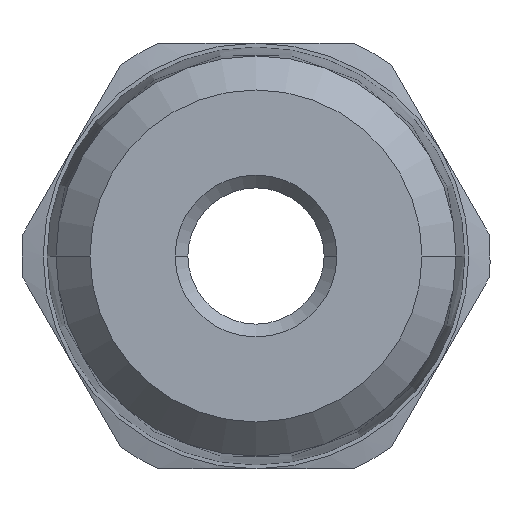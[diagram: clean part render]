
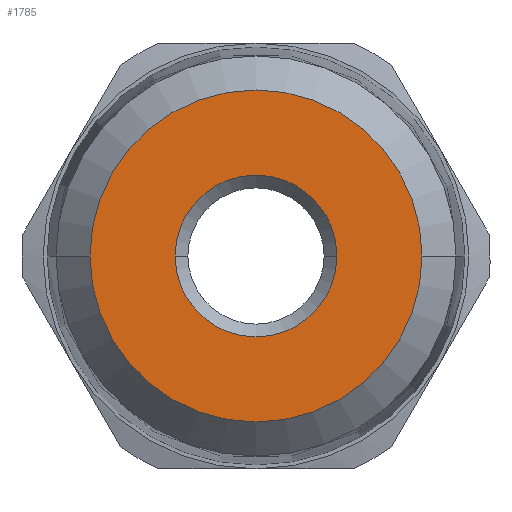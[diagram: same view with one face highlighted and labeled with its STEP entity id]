
A CAD part, front view. The second image highlights one B-rep face of the part: STEP entity #1785.
In plain terms, the highlighted planar face has unit normal (0, -1, 0).
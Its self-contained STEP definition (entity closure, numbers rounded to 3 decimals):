
#513=CARTESIAN_POINT('',(0.,-7.5,0.));
#514=DIRECTION('',(0.,-1.,0.));
#515=DIRECTION('',(1.,0.,0.));
#516=AXIS2_PLACEMENT_3D('',#513,#514,#515);
#518=CARTESIAN_POINT('',(0.,-7.5,0.));
#519=DIRECTION('',(0.,-1.,0.));
#520=DIRECTION('',(-1.,0.,0.));
#521=AXIS2_PLACEMENT_3D('',#518,#519,#520);
#523=CARTESIAN_POINT('',(0.,-7.5,0.));
#524=DIRECTION('',(0.,-1.,0.));
#525=DIRECTION('',(1.,0.,0.));
#526=AXIS2_PLACEMENT_3D('',#523,#524,#525);
#528=CARTESIAN_POINT('',(0.,-7.5,0.));
#529=DIRECTION('',(0.,-1.,0.));
#530=DIRECTION('',(-1.,0.,0.));
#531=AXIS2_PLACEMENT_3D('',#528,#529,#530);
#858=CARTESIAN_POINT('',(3.901,-7.5,0.));
#859=VERTEX_POINT('',#858);
#860=CARTESIAN_POINT('',(-3.901,-7.5,0.));
#861=VERTEX_POINT('',#860);
#912=CARTESIAN_POINT('',(1.9,-7.5,0.));
#913=CARTESIAN_POINT('',(-1.9,-7.5,0.));
#914=VERTEX_POINT('',#912);
#915=VERTEX_POINT('',#913);
#1769=CARTESIAN_POINT('',(0.,-7.5,0.));
#1770=DIRECTION('',(0.,1.,0.));
#1771=DIRECTION('',(0.,0.,1.));
#1772=AXIS2_PLACEMENT_3D('',#1769,#1770,#1771);
#1773=PLANE('',#1772);
#1775=ORIENTED_EDGE('',*,*,#1774,.F.);
#1777=ORIENTED_EDGE('',*,*,#1776,.F.);
#1778=EDGE_LOOP('',(#1775,#1777));
#1779=FACE_OUTER_BOUND('',#1778,.F.);
#1780=ORIENTED_EDGE('',*,*,#1759,.T.);
#1782=ORIENTED_EDGE('',*,*,#1781,.T.);
#1783=EDGE_LOOP('',(#1780,#1782));
#1784=FACE_BOUND('',#1783,.F.);
#1785=ADVANCED_FACE('',(#1779,#1784),#1773,.F.);
#517=CIRCLE('',#516,3.901);
#522=CIRCLE('',#521,3.901);
#527=CIRCLE('',#526,1.9);
#532=CIRCLE('',#531,1.9);
#1759=EDGE_CURVE('',#914,#915,#527,.T.);
#1774=EDGE_CURVE('',#859,#861,#517,.T.);
#1776=EDGE_CURVE('',#861,#859,#522,.T.);
#1781=EDGE_CURVE('',#915,#914,#532,.T.);
